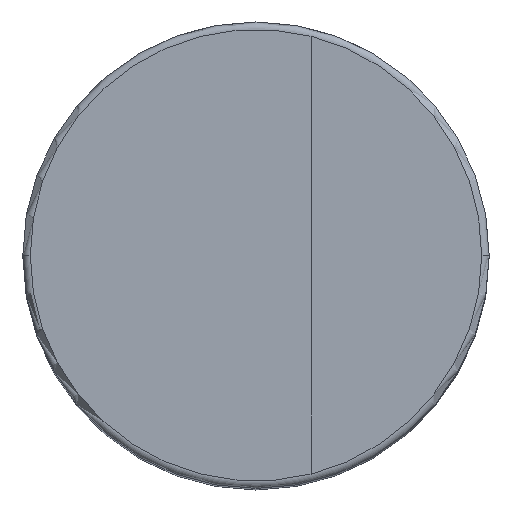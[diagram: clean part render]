
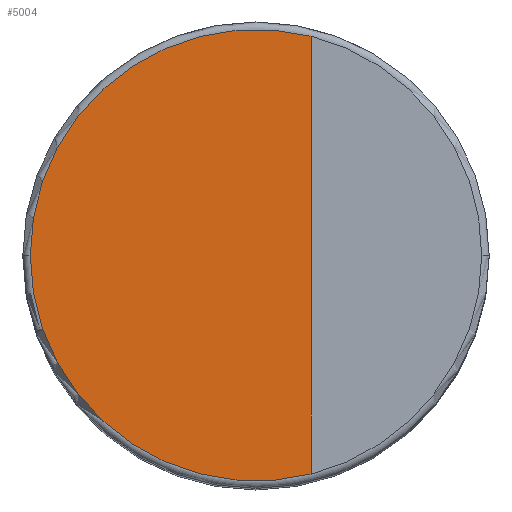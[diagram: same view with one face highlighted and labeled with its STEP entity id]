
A CAD part, top view. The second image highlights one B-rep face of the part: STEP entity #5004.
In plain terms, the highlighted planar face has unit normal (0, 0, 1).
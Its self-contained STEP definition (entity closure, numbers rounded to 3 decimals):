
#145 = DIRECTION ( 'NONE',  ( 1., 0., 0. ) ) ;
#222 = CARTESIAN_POINT ( 'NONE',  ( 0., 0., 25. ) ) ;
#313 = EDGE_CURVE ( 'NONE', #7524, #560, #3302, .T. ) ;
#382 = DIRECTION ( 'NONE',  ( 0., 0., 1. ) ) ;
#560 = VERTEX_POINT ( 'NONE', #14541 ) ;
#835 = PLANE ( 'NONE',  #8554 ) ;
#1784 = CARTESIAN_POINT ( 'NONE',  ( 0., 0., 25. ) ) ;
#3302 = CIRCLE ( 'NONE', #15716, 6.05 ) ;
#4515 = EDGE_CURVE ( 'NONE', #560, #4986, #5389, .T. ) ;
#4878 = VECTOR ( 'NONE', #7593, 1000. ) ;
#4986 = VERTEX_POINT ( 'NONE', #12724 ) ;
#5004 = ADVANCED_FACE ( 'NONE', ( #15905 ), #835, .T. ) ;
#5389 = CIRCLE ( 'NONE', #13288, 6.05 ) ;
#5947 = DIRECTION ( 'NONE',  ( 0., 0., 1. ) ) ;
#6781 = DIRECTION ( 'NONE',  ( 1., 0., 0. ) ) ;
#7524 = VERTEX_POINT ( 'NONE', #10646 ) ;
#7593 = DIRECTION ( 'NONE',  ( 0., 1., 0. ) ) ;
#8554 = AXIS2_PLACEMENT_3D ( 'NONE', #10753, #5947, #11006 ) ;
#8919 = CARTESIAN_POINT ( 'NONE',  ( 1.475, 0., 25. ) ) ;
#9962 = ORIENTED_EDGE ( 'NONE', *, *, #313, .T. ) ;
#10646 = CARTESIAN_POINT ( 'NONE',  ( 1.475, 5.868, 25. ) ) ;
#10753 = CARTESIAN_POINT ( 'NONE',  ( 0., 0., 25. ) ) ;
#10780 = ORIENTED_EDGE ( 'NONE', *, *, #13485, .T. ) ;
#11006 = DIRECTION ( 'NONE',  ( 1., 0., 0. ) ) ;
#11846 = ORIENTED_EDGE ( 'NONE', *, *, #4515, .T. ) ;
#12724 = CARTESIAN_POINT ( 'NONE',  ( 1.475, -5.868, 25. ) ) ;
#13288 = AXIS2_PLACEMENT_3D ( 'NONE', #1784, #382, #6781 ) ;
#13485 = EDGE_CURVE ( 'NONE', #4986, #7524, #13947, .T. ) ;
#13947 = LINE ( 'NONE', #8919, #4878 ) ;
#14541 = CARTESIAN_POINT ( 'NONE',  ( -6.05, 0., 25. ) ) ;
#14987 = EDGE_LOOP ( 'NONE', ( #9962, #11846, #10780 ) ) ;
#15524 = DIRECTION ( 'NONE',  ( 0., 0., 1. ) ) ;
#15716 = AXIS2_PLACEMENT_3D ( 'NONE', #222, #15524, #145 ) ;
#15905 = FACE_OUTER_BOUND ( 'NONE', #14987, .T. ) ;
